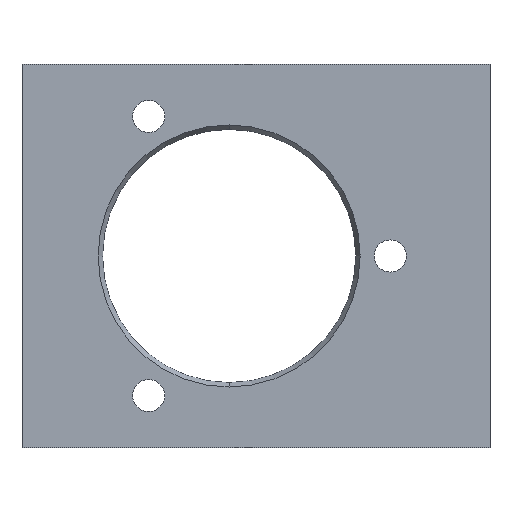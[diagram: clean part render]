
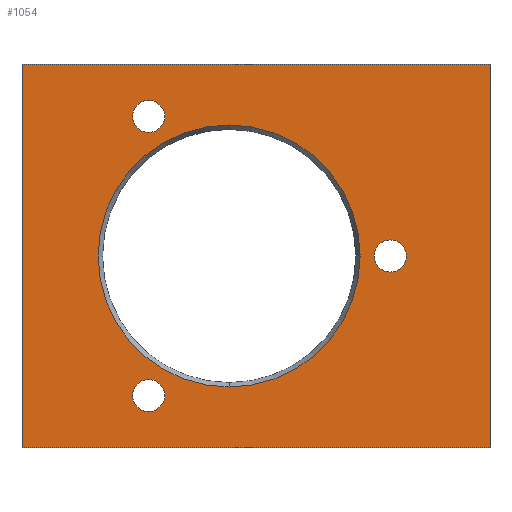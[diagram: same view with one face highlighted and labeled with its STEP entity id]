
A CAD part, left-side view. The second image highlights one B-rep face of the part: STEP entity #1054.
In plain terms, the highlighted planar face has unit normal (-1, 0, 0).
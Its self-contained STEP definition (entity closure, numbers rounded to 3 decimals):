
#6 = EDGE_CURVE ( 'NONE', #1172, #1032, #143, .T. ) ;
#17 = CARTESIAN_POINT ( 'NONE',  ( -8., -34., -25. ) ) ;
#29 = VECTOR ( 'NONE', #342, 1000. ) ;
#32 = VERTEX_POINT ( 'NONE', #1257 ) ;
#35 = DIRECTION ( 'NONE',  ( -1., 0., 0. ) ) ;
#46 = CIRCLE ( 'NONE', #316, 2.1 ) ;
#74 = ORIENTED_EDGE ( 'NONE', *, *, #1047, .F. ) ;
#105 = EDGE_CURVE ( 'NONE', #183, #633, #849, .T. ) ;
#118 = DIRECTION ( 'NONE',  ( 0., 0., 1. ) ) ;
#128 = CIRCLE ( 'NONE', #939, 2.1 ) ;
#140 = DIRECTION ( 'NONE',  ( 0., 0., 1. ) ) ;
#142 = LINE ( 'NONE', #17, #692 ) ;
#143 = CIRCLE ( 'NONE', #519, 17.077 ) ;
#159 = EDGE_CURVE ( 'NONE', #602, #287, #1217, .T. ) ;
#162 = VERTEX_POINT ( 'NONE', #759 ) ;
#176 = DIRECTION ( 'NONE',  ( 0., 0., 1. ) ) ;
#183 = VERTEX_POINT ( 'NONE', #1162 ) ;
#205 = EDGE_LOOP ( 'NONE', ( #1274, #484 ) ) ;
#208 = CARTESIAN_POINT ( 'NONE',  ( -8., 10.5, -18.187 ) ) ;
#223 = DIRECTION ( 'NONE',  ( 0., 1., 0. ) ) ;
#228 = DIRECTION ( 'NONE',  ( 0., 0., -1. ) ) ;
#237 = DIRECTION ( 'NONE',  ( -1., 0., 0. ) ) ;
#239 = CARTESIAN_POINT ( 'NONE',  ( -8., -21., -2.1 ) ) ;
#264 = DIRECTION ( 'NONE',  ( 0., 0., 1. ) ) ;
#269 = DIRECTION ( 'NONE',  ( -1., 0., 0. ) ) ;
#287 = VERTEX_POINT ( 'NONE', #810 ) ;
#291 = DIRECTION ( 'NONE',  ( 0., 0., 1. ) ) ;
#311 = EDGE_CURVE ( 'NONE', #1032, #1172, #1219, .T. ) ;
#316 = AXIS2_PLACEMENT_3D ( 'NONE', #740, #237, #140 ) ;
#320 = FACE_BOUND ( 'NONE', #523, .T. ) ;
#342 = DIRECTION ( 'NONE',  ( 0., 0., 1. ) ) ;
#364 = ORIENTED_EDGE ( 'NONE', *, *, #649, .F. ) ;
#382 = CARTESIAN_POINT ( 'NONE',  ( -8., 10.5, -20.287 ) ) ;
#409 = EDGE_LOOP ( 'NONE', ( #803, #702 ) ) ;
#414 = CIRCLE ( 'NONE', #731, 2.1 ) ;
#422 = FACE_BOUND ( 'NONE', #409, .T. ) ;
#438 = EDGE_CURVE ( 'NONE', #287, #602, #414, .T. ) ;
#440 = DIRECTION ( 'NONE',  ( 0., 0., 1. ) ) ;
#455 = EDGE_CURVE ( 'NONE', #162, #1276, #128, .T. ) ;
#471 = AXIS2_PLACEMENT_3D ( 'NONE', #714, #618, #291 ) ;
#484 = ORIENTED_EDGE ( 'NONE', *, *, #311, .T. ) ;
#505 = AXIS2_PLACEMENT_3D ( 'NONE', #1074, #550, #440 ) ;
#519 = AXIS2_PLACEMENT_3D ( 'NONE', #1082, #593, #176 ) ;
#523 = EDGE_LOOP ( 'NONE', ( #1158, #643 ) ) ;
#540 = CARTESIAN_POINT ( 'NONE',  ( -8., 27., 25. ) ) ;
#550 = DIRECTION ( 'NONE',  ( -1., 0., 0. ) ) ;
#551 = VERTEX_POINT ( 'NONE', #711 ) ;
#567 = CARTESIAN_POINT ( 'NONE',  ( -8., -34., 25. ) ) ;
#570 = CARTESIAN_POINT ( 'NONE',  ( -8., -34., 25. ) ) ;
#593 = DIRECTION ( 'NONE',  ( 1., 0., 0. ) ) ;
#599 = LINE ( 'NONE', #570, #856 ) ;
#602 = VERTEX_POINT ( 'NONE', #239 ) ;
#618 = DIRECTION ( 'NONE',  ( 1., 0., 0. ) ) ;
#632 = LINE ( 'NONE', #1034, #1069 ) ;
#633 = VERTEX_POINT ( 'NONE', #1249 ) ;
#643 = ORIENTED_EDGE ( 'NONE', *, *, #438, .F. ) ;
#649 = EDGE_CURVE ( 'NONE', #551, #32, #838, .T. ) ;
#669 = CIRCLE ( 'NONE', #505, 2.1 ) ;
#692 = VECTOR ( 'NONE', #223, 1000. ) ;
#698 = CARTESIAN_POINT ( 'NONE',  ( -8., -21., 0. ) ) ;
#702 = ORIENTED_EDGE ( 'NONE', *, *, #105, .F. ) ;
#704 = ORIENTED_EDGE ( 'NONE', *, *, #1288, .F. ) ;
#705 = DIRECTION ( 'NONE',  ( 0., 0., 1. ) ) ;
#711 = CARTESIAN_POINT ( 'NONE',  ( -8., 27., -25. ) ) ;
#714 = CARTESIAN_POINT ( 'NONE',  ( -8., 0., 0. ) ) ;
#718 = FACE_BOUND ( 'NONE', #205, .T. ) ;
#731 = AXIS2_PLACEMENT_3D ( 'NONE', #698, #1106, #705 ) ;
#740 = CARTESIAN_POINT ( 'NONE',  ( -8., 10.5, -18.187 ) ) ;
#759 = CARTESIAN_POINT ( 'NONE',  ( -8., 10.5, -16.087 ) ) ;
#775 = AXIS2_PLACEMENT_3D ( 'NONE', #934, #35, #834 ) ;
#784 = DIRECTION ( 'NONE',  ( 0., -1., 0. ) ) ;
#787 = ORIENTED_EDGE ( 'NONE', *, *, #455, .F. ) ;
#803 = ORIENTED_EDGE ( 'NONE', *, *, #1205, .F. ) ;
#810 = CARTESIAN_POINT ( 'NONE',  ( -8., -21., 2.1 ) ) ;
#823 = FACE_BOUND ( 'NONE', #1231, .T. ) ;
#834 = DIRECTION ( 'NONE',  ( 0., 0., 1. ) ) ;
#838 = LINE ( 'NONE', #540, #29 ) ;
#849 = CIRCLE ( 'NONE', #1063, 2.1 ) ;
#856 = VECTOR ( 'NONE', #784, 1000. ) ;
#887 = CARTESIAN_POINT ( 'NONE',  ( -8., -21., 0. ) ) ;
#929 = PLANE ( 'NONE',  #775 ) ;
#934 = CARTESIAN_POINT ( 'NONE',  ( -8., 0., 0. ) ) ;
#937 = AXIS2_PLACEMENT_3D ( 'NONE', #887, #1184, #264 ) ;
#939 = AXIS2_PLACEMENT_3D ( 'NONE', #208, #1295, #118 ) ;
#961 = CARTESIAN_POINT ( 'NONE',  ( -8., 0., 17.077 ) ) ;
#1032 = VERTEX_POINT ( 'NONE', #1192 ) ;
#1034 = CARTESIAN_POINT ( 'NONE',  ( -8., -34., 25. ) ) ;
#1038 = EDGE_CURVE ( 'NONE', #1168, #1297, #632, .T. ) ;
#1047 = EDGE_CURVE ( 'NONE', #1276, #162, #46, .T. ) ;
#1052 = EDGE_LOOP ( 'NONE', ( #704, #364, #1150, #1270 ) ) ;
#1054 = ADVANCED_FACE ( 'NONE', ( #422, #823, #320, #718, #1120 ), #929, .T. ) ;
#1063 = AXIS2_PLACEMENT_3D ( 'NONE', #1064, #269, #1190 ) ;
#1064 = CARTESIAN_POINT ( 'NONE',  ( -8., 10.5, 18.187 ) ) ;
#1069 = VECTOR ( 'NONE', #228, 1000. ) ;
#1074 = CARTESIAN_POINT ( 'NONE',  ( -8., 10.5, 18.187 ) ) ;
#1082 = CARTESIAN_POINT ( 'NONE',  ( -8., 0., 0. ) ) ;
#1106 = DIRECTION ( 'NONE',  ( -1., 0., 0. ) ) ;
#1120 = FACE_OUTER_BOUND ( 'NONE', #1052, .T. ) ;
#1125 = EDGE_CURVE ( 'NONE', #1297, #551, #142, .T. ) ;
#1150 = ORIENTED_EDGE ( 'NONE', *, *, #1125, .F. ) ;
#1158 = ORIENTED_EDGE ( 'NONE', *, *, #159, .F. ) ;
#1162 = CARTESIAN_POINT ( 'NONE',  ( -8., 10.5, 20.287 ) ) ;
#1168 = VERTEX_POINT ( 'NONE', #567 ) ;
#1172 = VERTEX_POINT ( 'NONE', #961 ) ;
#1184 = DIRECTION ( 'NONE',  ( -1., 0., 0. ) ) ;
#1190 = DIRECTION ( 'NONE',  ( 0., 0., 1. ) ) ;
#1192 = CARTESIAN_POINT ( 'NONE',  ( -8., 0., -17.077 ) ) ;
#1205 = EDGE_CURVE ( 'NONE', #633, #183, #669, .T. ) ;
#1217 = CIRCLE ( 'NONE', #937, 2.1 ) ;
#1219 = CIRCLE ( 'NONE', #471, 17.077 ) ;
#1231 = EDGE_LOOP ( 'NONE', ( #74, #787 ) ) ;
#1249 = CARTESIAN_POINT ( 'NONE',  ( -8., 10.5, 16.087 ) ) ;
#1257 = CARTESIAN_POINT ( 'NONE',  ( -8., 27., 25. ) ) ;
#1270 = ORIENTED_EDGE ( 'NONE', *, *, #1038, .F. ) ;
#1274 = ORIENTED_EDGE ( 'NONE', *, *, #6, .T. ) ;
#1276 = VERTEX_POINT ( 'NONE', #382 ) ;
#1288 = EDGE_CURVE ( 'NONE', #32, #1168, #599, .T. ) ;
#1290 = CARTESIAN_POINT ( 'NONE',  ( -8., -34., -25. ) ) ;
#1295 = DIRECTION ( 'NONE',  ( -1., 0., 0. ) ) ;
#1297 = VERTEX_POINT ( 'NONE', #1290 ) ;
